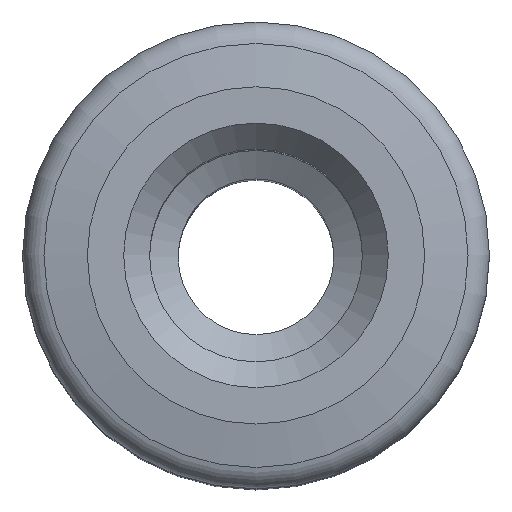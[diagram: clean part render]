
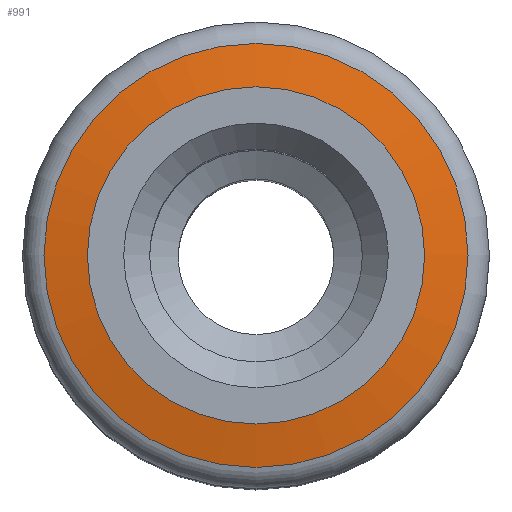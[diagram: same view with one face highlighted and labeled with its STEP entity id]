
A CAD part, top view. The second image highlights one B-rep face of the part: STEP entity #991.
In plain terms, the highlighted conical face has half-angle 80 degrees and reference radius 4.087 mm.
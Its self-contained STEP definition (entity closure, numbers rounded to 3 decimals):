
#370=CONICAL_SURFACE('',#921,4.087,80.);
#396=ORIENTED_EDGE('',*,*,#517,.T.);
#397=ORIENTED_EDGE('',*,*,#516,.F.);
#452=CIRCLE('',#920,3.25);
#453=CIRCLE('',#922,4.087);
#484=VERTEX_POINT('',#828);
#485=VERTEX_POINT('',#831);
#516=EDGE_CURVE('',#484,#484,#452,.T.);
#517=EDGE_CURVE('',#485,#485,#453,.T.);
#556=EDGE_LOOP('',(#396));
#557=EDGE_LOOP('',(#397));
#620=FACE_BOUND('',#556,.T.);
#621=FACE_BOUND('',#557,.T.);
#700=DIRECTION('',(0.,1.,0.));
#701=DIRECTION('',(3.25,0.,0.));
#702=DIRECTION('',(0.,-1.,0.));
#703=DIRECTION('',(1.,0.,0.));
#704=DIRECTION('',(0.,1.,0.));
#705=DIRECTION('',(4.087,0.,0.));
#828=CARTESIAN_POINT('',(93.285,52.38,0.));
#829=CARTESIAN_POINT('',(90.035,52.38,0.));
#830=CARTESIAN_POINT('',(90.035,52.233,0.));
#831=CARTESIAN_POINT('',(94.122,52.233,0.));
#832=CARTESIAN_POINT('',(90.035,52.233,0.));
#920=AXIS2_PLACEMENT_3D('',#829,#700,#701);
#921=AXIS2_PLACEMENT_3D('',#830,#702,#703);
#922=AXIS2_PLACEMENT_3D('',#832,#704,#705);
#991=ADVANCED_FACE('',(#620,#621),#370,.T.);
